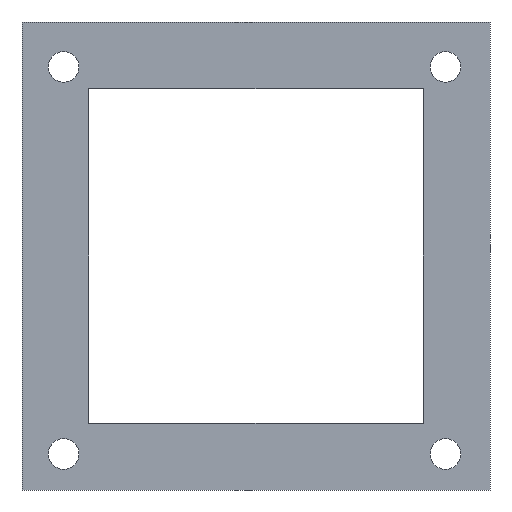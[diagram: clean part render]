
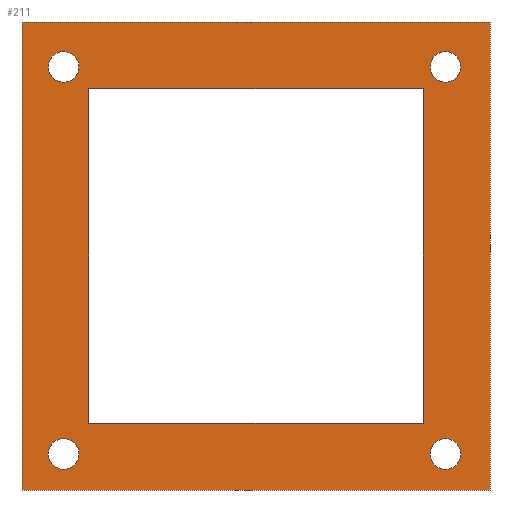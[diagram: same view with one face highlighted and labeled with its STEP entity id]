
A CAD part, front view. The second image highlights one B-rep face of the part: STEP entity #211.
In plain terms, the highlighted planar face has unit normal (0, -1, 0).
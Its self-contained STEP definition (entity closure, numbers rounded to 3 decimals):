
#3 = AXIS2_PLACEMENT_3D ( 'NONE', #434, #352, #509 ) ;
#13 = EDGE_CURVE ( 'NONE', #562, #893, #82, .T. ) ;
#20 = VECTOR ( 'NONE', #125, 1000. ) ;
#35 = CARTESIAN_POINT ( 'NONE',  ( 0., 0., 0. ) ) ;
#40 = FACE_BOUND ( 'NONE', #501, .T. ) ;
#46 = VERTEX_POINT ( 'NONE', #663 ) ;
#66 = LINE ( 'NONE', #832, #668 ) ;
#82 = LINE ( 'NONE', #794, #512 ) ;
#84 = VERTEX_POINT ( 'NONE', #896 ) ;
#85 = ORIENTED_EDGE ( 'NONE', *, *, #772, .F. ) ;
#87 = CARTESIAN_POINT ( 'NONE',  ( 84., 0., -84. ) ) ;
#88 = CARTESIAN_POINT ( 'NONE',  ( 72., 0., -12. ) ) ;
#95 = ORIENTED_EDGE ( 'NONE', *, *, #195, .F. ) ;
#125 = DIRECTION ( 'NONE',  ( -1., 0., 0. ) ) ;
#132 = VERTEX_POINT ( 'NONE', #354 ) ;
#153 = DIRECTION ( 'NONE',  ( 0., 0., -1. ) ) ;
#165 = AXIS2_PLACEMENT_3D ( 'NONE', #452, #377, #819 ) ;
#166 = CARTESIAN_POINT ( 'NONE',  ( 7.472, 0., -8.052 ) ) ;
#169 = VERTEX_POINT ( 'NONE', #87 ) ;
#179 = DIRECTION ( 'NONE',  ( 0., 0., -1. ) ) ;
#182 = EDGE_CURVE ( 'NONE', #893, #46, #517, .T. ) ;
#187 = ORIENTED_EDGE ( 'NONE', *, *, #278, .F. ) ;
#189 = DIRECTION ( 'NONE',  ( 0., 0., -1. ) ) ;
#195 = EDGE_CURVE ( 'NONE', #254, #169, #284, .T. ) ;
#203 = CARTESIAN_POINT ( 'NONE',  ( 12., 0., -12. ) ) ;
#211 = ADVANCED_FACE ( 'NONE', ( #40, #645, #313, #672, #392, #416 ), #226, .T. ) ;
#212 = EDGE_CURVE ( 'NONE', #84, #254, #66, .T. ) ;
#220 = AXIS2_PLACEMENT_3D ( 'NONE', #388, #940, #718 ) ;
#226 = PLANE ( 'NONE',  #570 ) ;
#240 = DIRECTION ( 'NONE',  ( 0., 0., -1. ) ) ;
#249 = CARTESIAN_POINT ( 'NONE',  ( 76.011, 0., -80.276 ) ) ;
#254 = VERTEX_POINT ( 'NONE', #687 ) ;
#259 = AXIS2_PLACEMENT_3D ( 'NONE', #166, #703, #240 ) ;
#278 = EDGE_CURVE ( 'NONE', #764, #790, #983, .T. ) ;
#284 = LINE ( 'NONE', #606, #848 ) ;
#289 = ORIENTED_EDGE ( 'NONE', *, *, #400, .F. ) ;
#291 = ORIENTED_EDGE ( 'NONE', *, *, #594, .F. ) ;
#313 = FACE_BOUND ( 'NONE', #661, .T. ) ;
#324 = VERTEX_POINT ( 'NONE', #249 ) ;
#336 = EDGE_CURVE ( 'NONE', #959, #528, #917, .T. ) ;
#348 = ORIENTED_EDGE ( 'NONE', *, *, #336, .F. ) ;
#349 = CIRCLE ( 'NONE', #220, 2.75 ) ;
#352 = DIRECTION ( 'NONE',  ( 0., -1., 0. ) ) ;
#354 = CARTESIAN_POINT ( 'NONE',  ( 76.011, 0., -74.776 ) ) ;
#362 = ORIENTED_EDGE ( 'NONE', *, *, #450, .F. ) ;
#365 = EDGE_CURVE ( 'NONE', #781, #731, #788, .T. ) ;
#375 = LINE ( 'NONE', #35, #738 ) ;
#377 = DIRECTION ( 'NONE',  ( 0., -1., 0. ) ) ;
#388 = CARTESIAN_POINT ( 'NONE',  ( 7.472, 0., -8.052 ) ) ;
#391 = DIRECTION ( 'NONE',  ( 0., -1., 0. ) ) ;
#392 = FACE_OUTER_BOUND ( 'NONE', #541, .T. ) ;
#395 = LINE ( 'NONE', #424, #406 ) ;
#400 = EDGE_CURVE ( 'NONE', #790, #764, #349, .T. ) ;
#406 = VECTOR ( 'NONE', #497, 1000. ) ;
#411 = DIRECTION ( 'NONE',  ( 0., -1., 0. ) ) ;
#416 = FACE_BOUND ( 'NONE', #432, .T. ) ;
#424 = CARTESIAN_POINT ( 'NONE',  ( 12., 0., -12. ) ) ;
#430 = DIRECTION ( 'NONE',  ( 0., 0., -1. ) ) ;
#432 = EDGE_LOOP ( 'NONE', ( #768, #469, #831, #897 ) ) ;
#434 = CARTESIAN_POINT ( 'NONE',  ( 76.011, 0., -8.052 ) ) ;
#443 = CARTESIAN_POINT ( 'NONE',  ( 7.472, 0., -5.302 ) ) ;
#444 = EDGE_LOOP ( 'NONE', ( #291, #348 ) ) ;
#450 = EDGE_CURVE ( 'NONE', #324, #132, #552, .T. ) ;
#452 = CARTESIAN_POINT ( 'NONE',  ( 7.472, 0., -77.526 ) ) ;
#453 = DIRECTION ( 'NONE',  ( 0., -1., 0. ) ) ;
#456 = VECTOR ( 'NONE', #461, 1000. ) ;
#461 = DIRECTION ( 'NONE',  ( -1., 0., 0. ) ) ;
#469 = ORIENTED_EDGE ( 'NONE', *, *, #13, .T. ) ;
#480 = AXIS2_PLACEMENT_3D ( 'NONE', #855, #630, #179 ) ;
#486 = EDGE_CURVE ( 'NONE', #591, #84, #375, .T. ) ;
#493 = VECTOR ( 'NONE', #430, 1000. ) ;
#497 = DIRECTION ( 'NONE',  ( 0., 0., 1. ) ) ;
#498 = AXIS2_PLACEMENT_3D ( 'NONE', #921, #391, #540 ) ;
#501 = EDGE_LOOP ( 'NONE', ( #187, #289 ) ) ;
#509 = DIRECTION ( 'NONE',  ( 0., 0., -1. ) ) ;
#512 = VECTOR ( 'NONE', #586, 1000. ) ;
#516 = ORIENTED_EDGE ( 'NONE', *, *, #212, .F. ) ;
#517 = LINE ( 'NONE', #747, #493 ) ;
#522 = CARTESIAN_POINT ( 'NONE',  ( 7.472, 0., -10.802 ) ) ;
#528 = VERTEX_POINT ( 'NONE', #565 ) ;
#530 = AXIS2_PLACEMENT_3D ( 'NONE', #640, #411, #189 ) ;
#540 = DIRECTION ( 'NONE',  ( 0., 0., -1. ) ) ;
#541 = EDGE_LOOP ( 'NONE', ( #810, #829, #95, #516 ) ) ;
#544 = DIRECTION ( 'NONE',  ( 0., -1., 0. ) ) ;
#552 = CIRCLE ( 'NONE', #530, 2.75 ) ;
#562 = VERTEX_POINT ( 'NONE', #203 ) ;
#565 = CARTESIAN_POINT ( 'NONE',  ( 76.011, 0., -5.302 ) ) ;
#570 = AXIS2_PLACEMENT_3D ( 'NONE', #903, #453, #153 ) ;
#576 = LINE ( 'NONE', #911, #456 ) ;
#583 = CARTESIAN_POINT ( 'NONE',  ( 12., 0., -72. ) ) ;
#586 = DIRECTION ( 'NONE',  ( 1., 0., 0. ) ) ;
#589 = EDGE_CURVE ( 'NONE', #919, #562, #395, .T. ) ;
#591 = VERTEX_POINT ( 'NONE', #886 ) ;
#594 = EDGE_CURVE ( 'NONE', #528, #959, #827, .T. ) ;
#596 = CARTESIAN_POINT ( 'NONE',  ( 7.472, 0., -74.776 ) ) ;
#606 = CARTESIAN_POINT ( 'NONE',  ( 84., 0., 0. ) ) ;
#611 = CARTESIAN_POINT ( 'NONE',  ( 76.011, 0., -10.802 ) ) ;
#630 = DIRECTION ( 'NONE',  ( 0., -1., 0. ) ) ;
#631 = EDGE_CURVE ( 'NONE', #46, #919, #905, .T. ) ;
#640 = CARTESIAN_POINT ( 'NONE',  ( 76.011, 0., -77.526 ) ) ;
#642 = ORIENTED_EDGE ( 'NONE', *, *, #982, .F. ) ;
#644 = DIRECTION ( 'NONE',  ( 0., 0., 1. ) ) ;
#645 = FACE_BOUND ( 'NONE', #444, .T. ) ;
#661 = EDGE_LOOP ( 'NONE', ( #642, #362 ) ) ;
#663 = CARTESIAN_POINT ( 'NONE',  ( 72., 0., -72. ) ) ;
#666 = CARTESIAN_POINT ( 'NONE',  ( 7.472, 0., -80.276 ) ) ;
#668 = VECTOR ( 'NONE', #840, 1000. ) ;
#672 = FACE_BOUND ( 'NONE', #880, .T. ) ;
#687 = CARTESIAN_POINT ( 'NONE',  ( 84., 0., 0. ) ) ;
#703 = DIRECTION ( 'NONE',  ( 0., -1., 0. ) ) ;
#706 = ORIENTED_EDGE ( 'NONE', *, *, #365, .F. ) ;
#718 = DIRECTION ( 'NONE',  ( 0., 0., -1. ) ) ;
#731 = VERTEX_POINT ( 'NONE', #666 ) ;
#738 = VECTOR ( 'NONE', #644, 1000. ) ;
#747 = CARTESIAN_POINT ( 'NONE',  ( 72., 0., -12. ) ) ;
#751 = AXIS2_PLACEMENT_3D ( 'NONE', #847, #544, #931 ) ;
#761 = DIRECTION ( 'NONE',  ( 0., 0., -1. ) ) ;
#764 = VERTEX_POINT ( 'NONE', #443 ) ;
#768 = ORIENTED_EDGE ( 'NONE', *, *, #589, .T. ) ;
#772 = EDGE_CURVE ( 'NONE', #731, #781, #868, .T. ) ;
#781 = VERTEX_POINT ( 'NONE', #596 ) ;
#788 = CIRCLE ( 'NONE', #751, 2.75 ) ;
#790 = VERTEX_POINT ( 'NONE', #522 ) ;
#794 = CARTESIAN_POINT ( 'NONE',  ( 12., 0., -12. ) ) ;
#810 = ORIENTED_EDGE ( 'NONE', *, *, #486, .F. ) ;
#819 = DIRECTION ( 'NONE',  ( 0., 0., -1. ) ) ;
#827 = CIRCLE ( 'NONE', #3, 2.75 ) ;
#829 = ORIENTED_EDGE ( 'NONE', *, *, #929, .F. ) ;
#831 = ORIENTED_EDGE ( 'NONE', *, *, #182, .T. ) ;
#832 = CARTESIAN_POINT ( 'NONE',  ( 0., 0., 0. ) ) ;
#840 = DIRECTION ( 'NONE',  ( 1., 0., 0. ) ) ;
#847 = CARTESIAN_POINT ( 'NONE',  ( 7.472, 0., -77.526 ) ) ;
#848 = VECTOR ( 'NONE', #761, 1000. ) ;
#855 = CARTESIAN_POINT ( 'NONE',  ( 76.011, 0., -77.526 ) ) ;
#868 = CIRCLE ( 'NONE', #165, 2.75 ) ;
#880 = EDGE_LOOP ( 'NONE', ( #706, #85 ) ) ;
#886 = CARTESIAN_POINT ( 'NONE',  ( 0., 0., -84. ) ) ;
#893 = VERTEX_POINT ( 'NONE', #88 ) ;
#896 = CARTESIAN_POINT ( 'NONE',  ( 0., 0., 0. ) ) ;
#897 = ORIENTED_EDGE ( 'NONE', *, *, #631, .T. ) ;
#903 = CARTESIAN_POINT ( 'NONE',  ( 0., 0., 0. ) ) ;
#905 = LINE ( 'NONE', #583, #20 ) ;
#907 = CARTESIAN_POINT ( 'NONE',  ( 12., 0., -72. ) ) ;
#911 = CARTESIAN_POINT ( 'NONE',  ( 0., 0., -84. ) ) ;
#917 = CIRCLE ( 'NONE', #498, 2.75 ) ;
#919 = VERTEX_POINT ( 'NONE', #907 ) ;
#921 = CARTESIAN_POINT ( 'NONE',  ( 76.011, 0., -8.052 ) ) ;
#929 = EDGE_CURVE ( 'NONE', #169, #591, #576, .T. ) ;
#931 = DIRECTION ( 'NONE',  ( 0., 0., -1. ) ) ;
#940 = DIRECTION ( 'NONE',  ( 0., -1., 0. ) ) ;
#958 = CIRCLE ( 'NONE', #480, 2.75 ) ;
#959 = VERTEX_POINT ( 'NONE', #611 ) ;
#982 = EDGE_CURVE ( 'NONE', #132, #324, #958, .T. ) ;
#983 = CIRCLE ( 'NONE', #259, 2.75 ) ;
